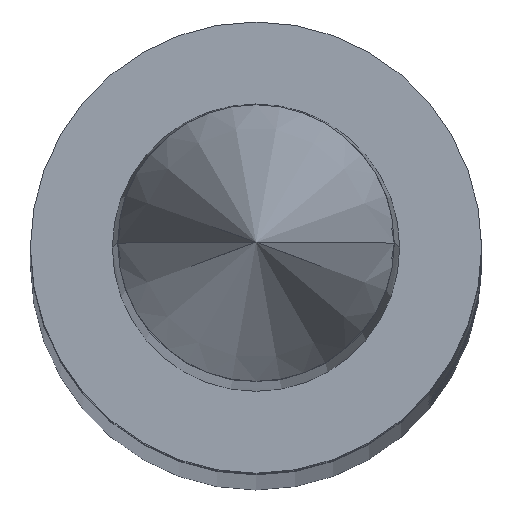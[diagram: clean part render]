
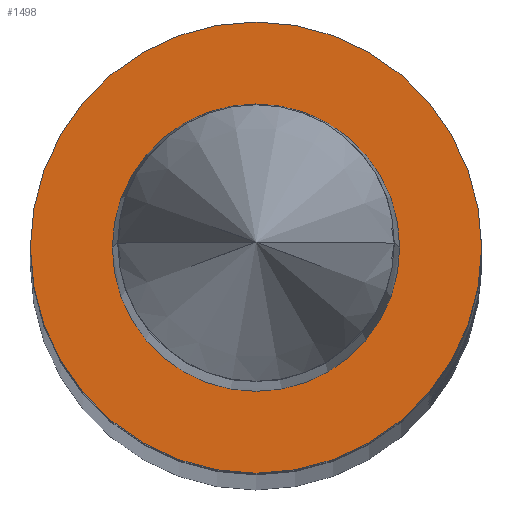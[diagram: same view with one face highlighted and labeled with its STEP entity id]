
A CAD part, top view. The second image highlights one B-rep face of the part: STEP entity #1498.
In plain terms, the highlighted planar face has unit normal (0, 0, 1).
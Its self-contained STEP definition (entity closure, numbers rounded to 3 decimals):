
#150 = CARTESIAN_POINT ( 'NONE',  ( 0., 0., 0. ) ) ;
#167 = CARTESIAN_POINT ( 'NONE',  ( 0.197, 0., 0. ) ) ;
#501 = DIRECTION ( 'NONE',  ( 0., 0., 1. ) ) ;
#624 = VERTEX_POINT ( 'NONE', #167 ) ;
#679 = CIRCLE ( 'NONE', #1418, 0.197 ) ;
#697 = CARTESIAN_POINT ( 'NONE',  ( 0., 0., 0. ) ) ;
#1012 = AXIS2_PLACEMENT_3D ( 'NONE', #8946, #501, #8262 ) ;
#1048 = CARTESIAN_POINT ( 'NONE',  ( 0.31, 0., 0. ) ) ;
#1240 = CARTESIAN_POINT ( 'NONE',  ( -0.31, 0., 0. ) ) ;
#1308 = AXIS2_PLACEMENT_3D ( 'NONE', #1755, #3818, #3130 ) ;
#1418 = AXIS2_PLACEMENT_3D ( 'NONE', #697, #1434, #6407 ) ;
#1434 = DIRECTION ( 'NONE',  ( 0., 0., -1. ) ) ;
#1498 = ADVANCED_FACE ( 'NONE', ( #5864, #6547 ), #6457, .F. ) ;
#1501 = ORIENTED_EDGE ( 'NONE', *, *, #6579, .T. ) ;
#1587 = ORIENTED_EDGE ( 'NONE', *, *, #3668, .T. ) ;
#1633 = VERTEX_POINT ( 'NONE', #3131 ) ;
#1716 = CIRCLE ( 'NONE', #6810, 0.31 ) ;
#1755 = CARTESIAN_POINT ( 'NONE',  ( 0., 0., 0. ) ) ;
#1972 = VERTEX_POINT ( 'NONE', #1240 ) ;
#2230 = ORIENTED_EDGE ( 'NONE', *, *, #7090, .T. ) ;
#2872 = ORIENTED_EDGE ( 'NONE', *, *, #3683, .T. ) ;
#2991 = DIRECTION ( 'NONE',  ( 0., 0., -1. ) ) ;
#3130 = DIRECTION ( 'NONE',  ( -1., 0., 0. ) ) ;
#3131 = CARTESIAN_POINT ( 'NONE',  ( -0.197, 0., 0. ) ) ;
#3492 = DIRECTION ( 'NONE',  ( 0., 0., 1. ) ) ;
#3668 = EDGE_CURVE ( 'NONE', #1633, #624, #679, .T. ) ;
#3683 = EDGE_CURVE ( 'NONE', #1972, #4191, #1716, .T. ) ;
#3818 = DIRECTION ( 'NONE',  ( 0., 0., -1. ) ) ;
#4191 = VERTEX_POINT ( 'NONE', #1048 ) ;
#4557 = EDGE_LOOP ( 'NONE', ( #1587, #1501 ) ) ;
#5831 = CIRCLE ( 'NONE', #1012, 0.31 ) ;
#5864 = FACE_BOUND ( 'NONE', #4557, .T. ) ;
#5867 = EDGE_LOOP ( 'NONE', ( #2230, #2872 ) ) ;
#6407 = DIRECTION ( 'NONE',  ( -1., 0., 0. ) ) ;
#6457 = PLANE ( 'NONE',  #8400 ) ;
#6547 = FACE_OUTER_BOUND ( 'NONE', #5867, .T. ) ;
#6579 = EDGE_CURVE ( 'NONE', #624, #1633, #8008, .T. ) ;
#6810 = AXIS2_PLACEMENT_3D ( 'NONE', #150, #3492, #7049 ) ;
#7049 = DIRECTION ( 'NONE',  ( 1., 0., 0. ) ) ;
#7090 = EDGE_CURVE ( 'NONE', #4191, #1972, #5831, .T. ) ;
#7230 = CARTESIAN_POINT ( 'NONE',  ( 0., 0.31, 0. ) ) ;
#7275 = DIRECTION ( 'NONE',  ( -1., 0., 0. ) ) ;
#8008 = CIRCLE ( 'NONE', #1308, 0.197 ) ;
#8262 = DIRECTION ( 'NONE',  ( 1., 0., 0. ) ) ;
#8400 = AXIS2_PLACEMENT_3D ( 'NONE', #7230, #2991, #7275 ) ;
#8946 = CARTESIAN_POINT ( 'NONE',  ( 0., 0., 0. ) ) ;
